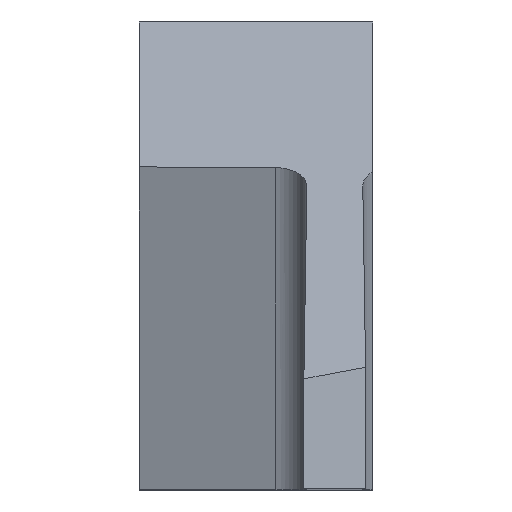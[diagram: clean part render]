
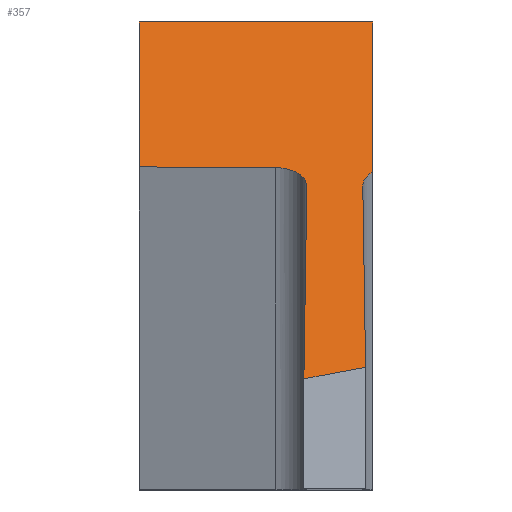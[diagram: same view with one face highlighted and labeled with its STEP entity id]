
A CAD part, top view. The second image highlights one B-rep face of the part: STEP entity #357.
In plain terms, the highlighted planar face has unit normal (0, 0.819, 0.574).
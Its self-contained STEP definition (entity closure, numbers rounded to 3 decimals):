
#17 = CARTESIAN_POINT ( 'NONE',  ( 3., 1.07, 3.702 ) ) ;
#19 = CARTESIAN_POINT ( 'NONE',  ( 2.11, -1.819, 7.828 ) ) ;
#23 = CARTESIAN_POINT ( 'NONE',  ( 2.869, 0.96, 3.859 ) ) ;
#36 = VERTEX_POINT ( 'NONE', #443 ) ;
#65 = DIRECTION ( 'NONE',  ( -1., 0., 0. ) ) ;
#68 =( BOUNDED_CURVE ( )  B_SPLINE_CURVE ( 3, ( #178, #499, #260, #562 ),
 .UNSPECIFIED., .F., .F. ) 
 B_SPLINE_CURVE_WITH_KNOTS ( ( 4, 4 ),
 ( 4.703, 6.275 ),
 .UNSPECIFIED. ) 
 CURVE ( )  GEOMETRIC_REPRESENTATION_ITEM ( )  RATIONAL_B_SPLINE_CURVE ( ( 1., 0.805, 0.805, 1. ) ) 
 REPRESENTATION_ITEM ( '' )  );
#74 = LINE ( 'NONE', #305, #393 ) ;
#108 = ORIENTED_EDGE ( 'NONE', *, *, #494, .F. ) ;
#115 = VECTOR ( 'NONE', #532, 1000. ) ;
#118 = EDGE_CURVE ( 'NONE', #438, #572, #266, .T. ) ;
#123 = CARTESIAN_POINT ( 'NONE',  ( 2.793, -1.461, 7.317 ) ) ;
#138 = VERTEX_POINT ( 'NONE', #309 ) ;
#139 = DIRECTION ( 'NONE',  ( -1., 0.005, -0.007 ) ) ;
#144 = ORIENTED_EDGE ( 'NONE', *, *, #155, .F. ) ;
#145 = CARTESIAN_POINT ( 'NONE',  ( 3.045, 1.121, 3.629 ) ) ;
#146 = VECTOR ( 'NONE', #316, 1000. ) ;
#149 = CARTESIAN_POINT ( 'NONE',  ( 3., -1.824, 7.835 ) ) ;
#155 = EDGE_CURVE ( 'NONE', #163, #321, #68, .T. ) ;
#163 = VERTEX_POINT ( 'NONE', #397 ) ;
#178 = CARTESIAN_POINT ( 'NONE',  ( 2.152, 0.886, 3.966 ) ) ;
#179 =( BOUNDED_CURVE ( )  B_SPLINE_CURVE ( 3, ( #17, #546, #23, #441 ),
 .UNSPECIFIED., .F., .F. ) 
 B_SPLINE_CURVE_WITH_KNOTS ( ( 4, 4 ),
 ( 0.741, 1.58 ),
 .UNSPECIFIED. ) 
 CURVE ( )  GEOMETRIC_REPRESENTATION_ITEM ( )  RATIONAL_B_SPLINE_CURVE ( ( 1., 0.942, 0.942, 1. ) ) 
 REPRESENTATION_ITEM ( '' )  );
#186 = ORIENTED_EDGE ( 'NONE', *, *, #363, .F. ) ;
#189 = EDGE_CURVE ( 'NONE', #138, #629, #311, .T. ) ;
#199 = PLANE ( 'NONE',  #495 ) ;
#227 = CARTESIAN_POINT ( 'NONE',  ( 2.114, -1.588, 7.499 ) ) ;
#235 = VERTEX_POINT ( 'NONE', #373 ) ;
#247 = DIRECTION ( 'NONE',  ( 0., -0.574, 0.819 ) ) ;
#250 = VECTOR ( 'NONE', #139, 1000. ) ;
#260 = CARTESIAN_POINT ( 'NONE',  ( 1.99, 1.127, 3.621 ) ) ;
#266 = LINE ( 'NONE', #503, #280 ) ;
#280 = VECTOR ( 'NONE', #360, 1000. ) ;
#300 = EDGE_CURVE ( 'NONE', #321, #438, #570, .T. ) ;
#305 = CARTESIAN_POINT ( 'NONE',  ( 3., 3., 0.946 ) ) ;
#309 = CARTESIAN_POINT ( 'NONE',  ( 2.906, -1.44, 7.287 ) ) ;
#311 = LINE ( 'NONE', #123, #146 ) ;
#316 = DIRECTION ( 'NONE',  ( -0.95, -0.178, 0.255 ) ) ;
#321 = VERTEX_POINT ( 'NONE', #635 ) ;
#333 = CARTESIAN_POINT ( 'NONE',  ( 2.911, -1.824, 7.835 ) ) ;
#335 = FACE_OUTER_BOUND ( 'NONE', #381, .T. ) ;
#341 = ORIENTED_EDGE ( 'NONE', *, *, #459, .T. ) ;
#353 = CARTESIAN_POINT ( 'NONE',  ( 3., -1.824, 7.835 ) ) ;
#357 = ADVANCED_FACE ( 'NONE', ( #335 ), #199, .F. ) ;
#360 = DIRECTION ( 'NONE',  ( 0., 0.574, -0.819 ) ) ;
#363 = EDGE_CURVE ( 'NONE', #235, #138, #435, .T. ) ;
#365 = CARTESIAN_POINT ( 'NONE',  ( 0., 3., 0.946 ) ) ;
#373 = CARTESIAN_POINT ( 'NONE',  ( 2.87, 0.891, 3.958 ) ) ;
#381 = EDGE_LOOP ( 'NONE', ( #144, #108, #491, #186, #601, #414, #341, #543, #633 ) ) ;
#393 = VECTOR ( 'NONE', #65, 1000. ) ;
#397 = CARTESIAN_POINT ( 'NONE',  ( 2.152, 0.886, 3.966 ) ) ;
#409 = EDGE_CURVE ( 'NONE', #36, #235, #179, .T. ) ;
#414 = ORIENTED_EDGE ( 'NONE', *, *, #530, .T. ) ;
#435 = LINE ( 'NONE', #333, #115 ) ;
#438 = VERTEX_POINT ( 'NONE', #606 ) ;
#439 = CARTESIAN_POINT ( 'NONE',  ( 3., 3., 0.946 ) ) ;
#441 = CARTESIAN_POINT ( 'NONE',  ( 2.87, 0.891, 3.958 ) ) ;
#443 = CARTESIAN_POINT ( 'NONE',  ( 3., 1.07, 3.702 ) ) ;
#444 = LINE ( 'NONE', #353, #461 ) ;
#453 = DIRECTION ( 'NONE',  ( 0.009, 0.574, -0.819 ) ) ;
#459 = EDGE_CURVE ( 'NONE', #538, #572, #74, .T. ) ;
#461 = VECTOR ( 'NONE', #554, 1000. ) ;
#491 = ORIENTED_EDGE ( 'NONE', *, *, #189, .F. ) ;
#494 = EDGE_CURVE ( 'NONE', #629, #163, #608, .T. ) ;
#495 = AXIS2_PLACEMENT_3D ( 'NONE', #149, #588, #247 ) ;
#499 = CARTESIAN_POINT ( 'NONE',  ( 2.154, 1.026, 3.765 ) ) ;
#503 = CARTESIAN_POINT ( 'NONE',  ( 0., -1.824, 7.835 ) ) ;
#530 = EDGE_CURVE ( 'NONE', #36, #538, #444, .T. ) ;
#532 = DIRECTION ( 'NONE',  ( 0.009, -0.574, 0.819 ) ) ;
#538 = VERTEX_POINT ( 'NONE', #439 ) ;
#543 = ORIENTED_EDGE ( 'NONE', *, *, #118, .F. ) ;
#545 = VECTOR ( 'NONE', #453, 1000. ) ;
#546 = CARTESIAN_POINT ( 'NONE',  ( 2.915, 1.024, 3.769 ) ) ;
#554 = DIRECTION ( 'NONE',  ( 0., 0.574, -0.819 ) ) ;
#562 = CARTESIAN_POINT ( 'NONE',  ( 1.755, 1.128, 3.62 ) ) ;
#570 = LINE ( 'NONE', #145, #250 ) ;
#572 = VERTEX_POINT ( 'NONE', #365 ) ;
#588 = DIRECTION ( 'NONE',  ( 0., -0.819, -0.574 ) ) ;
#601 = ORIENTED_EDGE ( 'NONE', *, *, #409, .F. ) ;
#606 = CARTESIAN_POINT ( 'NONE',  ( 0., 1.136, 3.607 ) ) ;
#608 = LINE ( 'NONE', #19, #545 ) ;
#629 = VERTEX_POINT ( 'NONE', #227 ) ;
#633 = ORIENTED_EDGE ( 'NONE', *, *, #300, .F. ) ;
#635 = CARTESIAN_POINT ( 'NONE',  ( 1.755, 1.128, 3.62 ) ) ;
